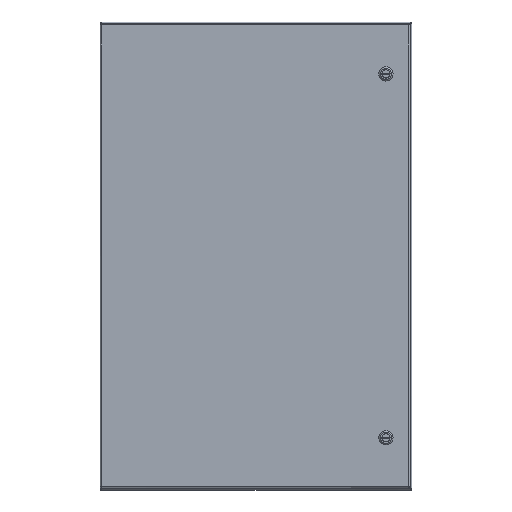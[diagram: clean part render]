
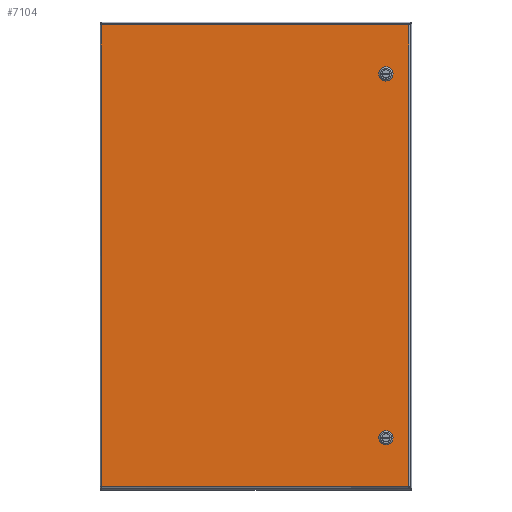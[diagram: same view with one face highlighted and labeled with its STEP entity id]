
A CAD part, top view. The second image highlights one B-rep face of the part: STEP entity #7104.
In plain terms, the highlighted face is planar.
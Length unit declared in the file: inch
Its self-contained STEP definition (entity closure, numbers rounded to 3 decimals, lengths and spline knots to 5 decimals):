
#5029=CARTESIAN_POINT('',(2.08762,4.275,0.0));
#5030=VERTEX_POINT('',#5029);
#5037=CARTESIAN_POINT('',(2.275,4.08762,0.0));
#5038=VERTEX_POINT('',#5037);
#5039=CARTESIAN_POINT('',(1.875,3.875,0.0));
#5040=DIRECTION('',(0.0,0.0,1.0));
#5041=DIRECTION('',(-0.469,-0.883,0.0));
#5042=AXIS2_PLACEMENT_3D('',#5039,#5040,#5041);
#5043=CIRCLE('',#5042,0.453);
#5044=EDGE_CURVE('',#5038,#5030,#5043,.T.);
#5069=CARTESIAN_POINT('',(2.275,3.66238,0.0));
#5070=VERTEX_POINT('',#5069);
#5071=CARTESIAN_POINT('',(2.275,3.66238,0.0));
#5072=DIRECTION('',(0.0,1.0,0.0));
#5073=VECTOR('',#5072,0.42525);
#5074=LINE('',#5071,#5073);
#5075=EDGE_CURVE('',#5070,#5038,#5074,.T.);
#5101=CARTESIAN_POINT('',(2.08762,3.475,0.0));
#5102=VERTEX_POINT('',#5101);
#5103=CARTESIAN_POINT('',(1.875,3.875,0.0));
#5104=DIRECTION('',(0.0,0.0,1.0));
#5105=DIRECTION('',(-0.883,0.469,0.0));
#5106=AXIS2_PLACEMENT_3D('',#5103,#5104,#5105);
#5107=CIRCLE('',#5106,0.453);
#5108=EDGE_CURVE('',#5102,#5070,#5107,.T.);
#5133=CARTESIAN_POINT('',(1.66238,3.475,0.0));
#5134=VERTEX_POINT('',#5133);
#5135=CARTESIAN_POINT('',(1.66238,3.475,0.0));
#5136=DIRECTION('',(1.0,0.0,0.0));
#5137=VECTOR('',#5136,0.42525);
#5138=LINE('',#5135,#5137);
#5139=EDGE_CURVE('',#5134,#5102,#5138,.T.);
#5165=CARTESIAN_POINT('',(1.475,3.66238,0.0));
#5166=VERTEX_POINT('',#5165);
#5167=CARTESIAN_POINT('',(1.875,3.875,0.0));
#5168=DIRECTION('',(0.0,0.0,1.0));
#5169=DIRECTION('',(0.469,0.883,0.0));
#5170=AXIS2_PLACEMENT_3D('',#5167,#5168,#5169);
#5171=CIRCLE('',#5170,0.453);
#5172=EDGE_CURVE('',#5166,#5134,#5171,.T.);
#5197=CARTESIAN_POINT('',(1.475,4.08762,0.0));
#5198=VERTEX_POINT('',#5197);
#5199=CARTESIAN_POINT('',(1.475,4.08762,0.0));
#5200=DIRECTION('',(0.0,-1.0,0.0));
#5201=VECTOR('',#5200,0.42525);
#5202=LINE('',#5199,#5201);
#5203=EDGE_CURVE('',#5198,#5166,#5202,.T.);
#5229=CARTESIAN_POINT('',(1.66238,4.275,0.0));
#5230=VERTEX_POINT('',#5229);
#5231=CARTESIAN_POINT('',(1.875,3.875,0.0));
#5232=DIRECTION('',(0.0,0.0,1.0));
#5233=DIRECTION('',(0.883,-0.469,0.0));
#5234=AXIS2_PLACEMENT_3D('',#5231,#5232,#5233);
#5235=CIRCLE('',#5234,0.453);
#5236=EDGE_CURVE('',#5230,#5198,#5235,.T.);
#5259=CARTESIAN_POINT('',(2.08762,4.275,0.0));
#5260=DIRECTION('',(-1.0,0.0,0.0));
#5261=VECTOR('',#5260,0.42525);
#5262=LINE('',#5259,#5261);
#5263=EDGE_CURVE('',#5030,#5230,#5262,.T.);
#5285=CARTESIAN_POINT('',(2.08762,32.275,0.0));
#5286=VERTEX_POINT('',#5285);
#5293=CARTESIAN_POINT('',(2.275,32.08762,0.0));
#5294=VERTEX_POINT('',#5293);
#5295=CARTESIAN_POINT('',(1.875,31.875,0.0));
#5296=DIRECTION('',(0.0,0.0,1.0));
#5297=DIRECTION('',(-0.469,-0.883,0.0));
#5298=AXIS2_PLACEMENT_3D('',#5295,#5296,#5297);
#5299=CIRCLE('',#5298,0.453);
#5300=EDGE_CURVE('',#5294,#5286,#5299,.T.);
#5325=CARTESIAN_POINT('',(2.275,31.66238,0.0));
#5326=VERTEX_POINT('',#5325);
#5327=CARTESIAN_POINT('',(2.275,31.66238,0.0));
#5328=DIRECTION('',(0.0,1.0,0.0));
#5329=VECTOR('',#5328,0.42525);
#5330=LINE('',#5327,#5329);
#5331=EDGE_CURVE('',#5326,#5294,#5330,.T.);
#5357=CARTESIAN_POINT('',(2.08762,31.475,0.0));
#5358=VERTEX_POINT('',#5357);
#5359=CARTESIAN_POINT('',(1.875,31.875,0.0));
#5360=DIRECTION('',(0.0,0.0,1.0));
#5361=DIRECTION('',(-0.883,0.469,0.0));
#5362=AXIS2_PLACEMENT_3D('',#5359,#5360,#5361);
#5363=CIRCLE('',#5362,0.453);
#5364=EDGE_CURVE('',#5358,#5326,#5363,.T.);
#5389=CARTESIAN_POINT('',(1.66238,31.475,0.0));
#5390=VERTEX_POINT('',#5389);
#5391=CARTESIAN_POINT('',(1.66238,31.475,0.0));
#5392=DIRECTION('',(1.0,0.0,0.0));
#5393=VECTOR('',#5392,0.42525);
#5394=LINE('',#5391,#5393);
#5395=EDGE_CURVE('',#5390,#5358,#5394,.T.);
#5421=CARTESIAN_POINT('',(1.475,31.66238,0.0));
#5422=VERTEX_POINT('',#5421);
#5423=CARTESIAN_POINT('',(1.875,31.875,0.0));
#5424=DIRECTION('',(0.0,0.0,1.0));
#5425=DIRECTION('',(0.469,0.883,0.0));
#5426=AXIS2_PLACEMENT_3D('',#5423,#5424,#5425);
#5427=CIRCLE('',#5426,0.453);
#5428=EDGE_CURVE('',#5422,#5390,#5427,.T.);
#5453=CARTESIAN_POINT('',(1.475,32.08762,0.0));
#5454=VERTEX_POINT('',#5453);
#5455=CARTESIAN_POINT('',(1.475,32.08762,0.0));
#5456=DIRECTION('',(0.0,-1.0,0.0));
#5457=VECTOR('',#5456,0.42525);
#5458=LINE('',#5455,#5457);
#5459=EDGE_CURVE('',#5454,#5422,#5458,.T.);
#5485=CARTESIAN_POINT('',(1.66238,32.275,0.0));
#5486=VERTEX_POINT('',#5485);
#5487=CARTESIAN_POINT('',(1.875,31.875,0.0));
#5488=DIRECTION('',(0.0,0.0,1.0));
#5489=DIRECTION('',(0.883,-0.469,0.0));
#5490=AXIS2_PLACEMENT_3D('',#5487,#5488,#5489);
#5491=CIRCLE('',#5490,0.453);
#5492=EDGE_CURVE('',#5486,#5454,#5491,.T.);
#5515=CARTESIAN_POINT('',(2.08762,32.275,0.0));
#5516=DIRECTION('',(-1.0,0.0,0.0));
#5517=VECTOR('',#5516,0.42525);
#5518=LINE('',#5515,#5517);
#5519=EDGE_CURVE('',#5286,#5486,#5518,.T.);
#6102=CARTESIAN_POINT('',(23.76975,0.10525,0.));
#6103=VERTEX_POINT('',#6102);
#6114=CARTESIAN_POINT('',(23.76975,35.64475,0.));
#6115=VERTEX_POINT('',#6114);
#6116=CARTESIAN_POINT('',(23.76975,35.64475,0.0));
#6117=DIRECTION('',(0.0,-1.0,0.0));
#6118=VECTOR('',#6117,35.5395);
#6119=LINE('',#6116,#6118);
#6120=EDGE_CURVE('',#6115,#6103,#6119,.T.);
#6272=CARTESIAN_POINT('',(0.10525,0.10525,0.));
#6273=VERTEX_POINT('',#6272);
#6284=CARTESIAN_POINT('',(23.76975,0.10525,0.0));
#6285=DIRECTION('',(-1.0,0.0,0.0));
#6286=VECTOR('',#6285,23.6645);
#6287=LINE('',#6284,#6286);
#6288=EDGE_CURVE('',#6103,#6273,#6287,.T.);
#6549=CARTESIAN_POINT('',(0.10525,35.64475,0.));
#6550=VERTEX_POINT('',#6549);
#6561=CARTESIAN_POINT('',(0.10525,0.10525,0.0));
#6562=DIRECTION('',(0.0,1.0,0.0));
#6563=VECTOR('',#6562,35.5395);
#6564=LINE('',#6561,#6563);
#6565=EDGE_CURVE('',#6273,#6550,#6564,.T.);
#6830=CARTESIAN_POINT('',(0.10525,35.64475,0.0));
#6831=DIRECTION('',(1.0,0.0,0.0));
#6832=VECTOR('',#6831,23.6645);
#6833=LINE('',#6830,#6832);
#6834=EDGE_CURVE('',#6550,#6115,#6833,.T.);
#7073=CARTESIAN_POINT('',(11.9375,17.875,0.0));
#7074=DIRECTION('',(0.0,0.0,1.0));
#7075=DIRECTION('',(1.0,0.0,0.0));
#7076=AXIS2_PLACEMENT_3D('',#7073,#7074,#7075);
#7077=PLANE('',#7076);
#7078=ORIENTED_EDGE('',*,*,#6120,.T.);
#7079=ORIENTED_EDGE('',*,*,#6288,.T.);
#7080=ORIENTED_EDGE('',*,*,#6565,.T.);
#7081=ORIENTED_EDGE('',*,*,#6834,.T.);
#7082=EDGE_LOOP('',(#7078,#7079,#7080,#7081));
#7083=FACE_OUTER_BOUND('',#7082,.T.);
#7084=ORIENTED_EDGE('',*,*,#5044,.T.);
#7085=ORIENTED_EDGE('',*,*,#5263,.T.);
#7086=ORIENTED_EDGE('',*,*,#5236,.T.);
#7087=ORIENTED_EDGE('',*,*,#5203,.T.);
#7088=ORIENTED_EDGE('',*,*,#5172,.T.);
#7089=ORIENTED_EDGE('',*,*,#5139,.T.);
#7090=ORIENTED_EDGE('',*,*,#5108,.T.);
#7091=ORIENTED_EDGE('',*,*,#5075,.T.);
#7092=EDGE_LOOP('',(#7084,#7085,#7086,#7087,#7088,#7089,#7090,#7091));
#7093=FACE_BOUND('',#7092,.T.);
#7094=ORIENTED_EDGE('',*,*,#5300,.T.);
#7095=ORIENTED_EDGE('',*,*,#5519,.T.);
#7096=ORIENTED_EDGE('',*,*,#5492,.T.);
#7097=ORIENTED_EDGE('',*,*,#5459,.T.);
#7098=ORIENTED_EDGE('',*,*,#5428,.T.);
#7099=ORIENTED_EDGE('',*,*,#5395,.T.);
#7100=ORIENTED_EDGE('',*,*,#5364,.T.);
#7101=ORIENTED_EDGE('',*,*,#5331,.T.);
#7102=EDGE_LOOP('',(#7094,#7095,#7096,#7097,#7098,#7099,#7100,#7101));
#7103=FACE_BOUND('',#7102,.T.);
#7104=ADVANCED_FACE('',(#7083,#7093,#7103),#7077,.F.);
